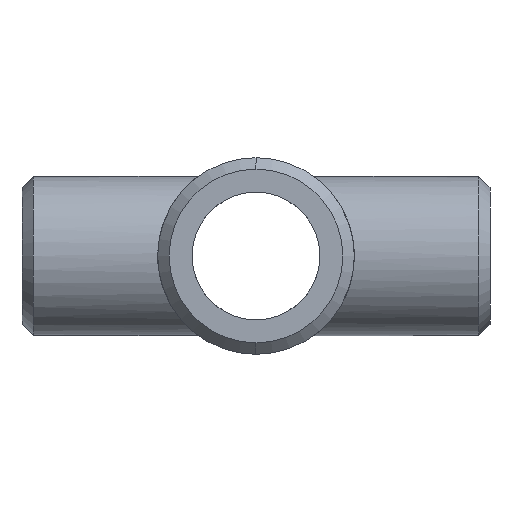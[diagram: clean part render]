
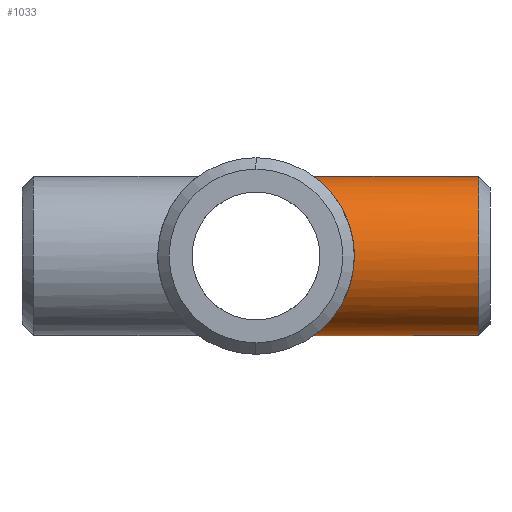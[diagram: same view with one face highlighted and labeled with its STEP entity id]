
A CAD part, left-side view. The second image highlights one B-rep face of the part: STEP entity #1033.
In plain terms, the highlighted cylindrical face has radius 8.636 mm (diameter 17.272 mm), a partial arc.
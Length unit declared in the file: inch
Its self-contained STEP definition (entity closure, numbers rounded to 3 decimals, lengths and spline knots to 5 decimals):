
#41 = CARTESIAN_POINT ( 'NONE',  ( -0.20645, -0.3213, 0.27095 ) ) ;
#47 = VERTEX_POINT ( 'NONE', #545 ) ;
#48 = EDGE_CURVE ( 'NONE', #918, #47, #135, .T. ) ;
#55 = CARTESIAN_POINT ( 'NONE',  ( -0.34061, -0.42049, 0.0011 ) ) ;
#61 = CARTESIAN_POINT ( 'NONE',  ( -0.15344, -0.28989, -0.30417 ) ) ;
#63 = LINE ( 'NONE', #407, #643 ) ;
#69 = CARTESIAN_POINT ( 'NONE',  ( -0.17203, -0.30033, -0.29404 ) ) ;
#74 = DIRECTION ( 'NONE',  ( 0., 1., 0. ) ) ;
#76 = CARTESIAN_POINT ( 'NONE',  ( -0.24614, -0.34836, -0.23479 ) ) ;
#85 = CARTESIAN_POINT ( 'NONE',  ( 0., -1., -0.34 ) ) ;
#87 = ORIENTED_EDGE ( 'NONE', *, *, #734, .F. ) ;
#124 = CARTESIAN_POINT ( 'NONE',  ( -0.14301, -0.28491, 0.30865 ) ) ;
#135 = B_SPLINE_CURVE_WITH_KNOTS ( 'NONE', 3,
 ( #870, #631, #225, #885, #195, #1046, #299, #124, #960, #722, #462, #41, #635, #377, #964, #713, #549, #1051, #641, #140, #475, #805, #55, #392, #246, #564, #733, #495, #145, #1074, #334, #810, #559, #76, #896, #239, #69, #61, #413, #727, #745, #583, #658, #575, #667, #995, #156 ),
 .UNSPECIFIED., .F., .F.,
 ( 4, 2, 2, 2, 2, 2, 2, 2, 2, 2, 2, 1, 2, 2, 2, 2, 2, 2, 2, 2, 2, 2, 2, 4 ),
 ( 0.02871, 0.0296, 0.0305, 0.03229, 0.03319, 0.03408, 0.03588, 0.03767, 0.03946, 0.04126, 0.04215, 0.04305, 0.04394, 0.04484, 0.04663, 0.04843, 0.04932, 0.05022, 0.05201, 0.0538, 0.0547, 0.0556, 0.05649, 0.05739 ),
 .UNSPECIFIED. ) ;
#140 = CARTESIAN_POINT ( 'NONE',  ( -0.33489, -0.41587, 0.05988 ) ) ;
#145 = CARTESIAN_POINT ( 'NONE',  ( -0.30313, -0.39071, -0.15566 ) ) ;
#146 = CIRCLE ( 'NONE', #758, 0.34 ) ;
#149 = EDGE_CURVE ( 'NONE', #723, #320, #146, .T. ) ;
#156 = CARTESIAN_POINT ( 'NONE',  ( 0., -0.24658, -0.34 ) ) ;
#186 = CARTESIAN_POINT ( 'NONE',  ( 0., -1., 0. ) ) ;
#195 = CARTESIAN_POINT ( 'NONE',  ( -0.0584, -0.25317, 0.33514 ) ) ;
#225 = CARTESIAN_POINT ( 'NONE',  ( -0.02352, -0.24743, 0.33939 ) ) ;
#239 = CARTESIAN_POINT ( 'NONE',  ( -0.20728, -0.32183, -0.27034 ) ) ;
#246 = CARTESIAN_POINT ( 'NONE',  ( -0.3371, -0.41765, -0.04587 ) ) ;
#299 = CARTESIAN_POINT ( 'NONE',  ( -0.11298, -0.27065, 0.32142 ) ) ;
#320 = VERTEX_POINT ( 'NONE', #445 ) ;
#334 = CARTESIAN_POINT ( 'NONE',  ( -0.27382, -0.36845, -0.20185 ) ) ;
#341 = CARTESIAN_POINT ( 'NONE',  ( 0., -0.951, -0.34 ) ) ;
#377 = CARTESIAN_POINT ( 'NONE',  ( -0.25309, -0.35318, 0.22803 ) ) ;
#392 = CARTESIAN_POINT ( 'NONE',  ( -0.33947, -0.41957, -0.02239 ) ) ;
#402 = DIRECTION ( 'NONE',  ( 0., 1., 0. ) ) ;
#407 = CARTESIAN_POINT ( 'NONE',  ( 0., -1., 0.34 ) ) ;
#408 = DIRECTION ( 'NONE',  ( 0., 0., -1. ) ) ;
#413 = CARTESIAN_POINT ( 'NONE',  ( -0.12367, -0.27571, -0.3169 ) ) ;
#445 = CARTESIAN_POINT ( 'NONE',  ( 0., -0.951, 0.34 ) ) ;
#462 = CARTESIAN_POINT ( 'NONE',  ( -0.18035, -0.30542, 0.28841 ) ) ;
#475 = CARTESIAN_POINT ( 'NONE',  ( -0.33678, -0.4174, 0.04815 ) ) ;
#491 = EDGE_CURVE ( 'NONE', #320, #918, #63, .T. ) ;
#495 = CARTESIAN_POINT ( 'NONE',  ( -0.32118, -0.40488, -0.11384 ) ) ;
#545 = CARTESIAN_POINT ( 'NONE',  ( 0., -0.24658, -0.34 ) ) ;
#549 = CARTESIAN_POINT ( 'NONE',  ( -0.3022, -0.38999, 0.15745 ) ) ;
#556 = VECTOR ( 'NONE', #1011, 39.37008 ) ;
#559 = CARTESIAN_POINT ( 'NONE',  ( -0.25337, -0.35352, -0.22698 ) ) ;
#564 = CARTESIAN_POINT ( 'NONE',  ( -0.33528, -0.41619, -0.05765 ) ) ;
#575 = CARTESIAN_POINT ( 'NONE',  ( -0.04736, -0.25082, -0.33689 ) ) ;
#583 = CARTESIAN_POINT ( 'NONE',  ( -0.08113, -0.25936, -0.33038 ) ) ;
#596 = CYLINDRICAL_SURFACE ( 'NONE', #984, 0.34 ) ;
#631 = CARTESIAN_POINT ( 'NONE',  ( -0.01181, -0.24658, 0.34 ) ) ;
#635 = CARTESIAN_POINT ( 'NONE',  ( -0.2227, -0.33207, 0.2578 ) ) ;
#641 = CARTESIAN_POINT ( 'NONE',  ( -0.32757, -0.40999, 0.09402 ) ) ;
#643 = VECTOR ( 'NONE', #402, 39.37008 ) ;
#654 = ORIENTED_EDGE ( 'NONE', *, *, #149, .T. ) ;
#658 = CARTESIAN_POINT ( 'NONE',  ( -0.05877, -0.25326, -0.33508 ) ) ;
#667 = CARTESIAN_POINT ( 'NONE',  ( -0.02398, -0.24747, -0.33936 ) ) ;
#713 = CARTESIAN_POINT ( 'NONE',  ( -0.29139, -0.38163, 0.17651 ) ) ;
#722 = CARTESIAN_POINT ( 'NONE',  ( -0.17136, -0.30017, 0.29385 ) ) ;
#723 = VERTEX_POINT ( 'NONE', #341 ) ;
#727 = CARTESIAN_POINT ( 'NONE',  ( -0.11342, -0.27123, -0.32072 ) ) ;
#733 = CARTESIAN_POINT ( 'NONE',  ( -0.32816, -0.41046, -0.09197 ) ) ;
#734 = EDGE_CURVE ( 'NONE', #723, #47, #831, .T. ) ;
#740 = FACE_OUTER_BOUND ( 'NONE', #866, .T. ) ;
#741 = DIRECTION ( 'NONE',  ( 0., 1., 0. ) ) ;
#745 = CARTESIAN_POINT ( 'NONE',  ( -0.09214, -0.26305, -0.32747 ) ) ;
#758 = AXIS2_PLACEMENT_3D ( 'NONE', #819, #741, #1069 ) ;
#805 = CARTESIAN_POINT ( 'NONE',  ( -0.33931, -0.41944, 0.02462 ) ) ;
#810 = CARTESIAN_POINT ( 'NONE',  ( -0.26721, -0.36357, -0.21051 ) ) ;
#819 = CARTESIAN_POINT ( 'NONE',  ( 0., -0.951, 0. ) ) ;
#831 = LINE ( 'NONE', #85, #556 ) ;
#866 = EDGE_LOOP ( 'NONE', ( #654, #1043, #1007, #87 ) ) ;
#870 = CARTESIAN_POINT ( 'NONE',  ( 0., -0.24658, 0.34 ) ) ;
#885 = CARTESIAN_POINT ( 'NONE',  ( -0.04677, -0.25071, 0.33697 ) ) ;
#896 = CARTESIAN_POINT ( 'NONE',  ( -0.22355, -0.33265, -0.25704 ) ) ;
#918 = VERTEX_POINT ( 'NONE', #963 ) ;
#960 = CARTESIAN_POINT ( 'NONE',  ( -0.15271, -0.28993, 0.30396 ) ) ;
#963 = CARTESIAN_POINT ( 'NONE',  ( 0., -0.24658, 0.34 ) ) ;
#964 = CARTESIAN_POINT ( 'NONE',  ( -0.26685, -0.36324, 0.21178 ) ) ;
#984 = AXIS2_PLACEMENT_3D ( 'NONE', #186, #74, #408 ) ;
#995 = CARTESIAN_POINT ( 'NONE',  ( -0.01196, -0.24658, -0.34 ) ) ;
#1007 = ORIENTED_EDGE ( 'NONE', *, *, #48, .T. ) ;
#1011 = DIRECTION ( 'NONE',  ( 0., 1., 0. ) ) ;
#1033 = ADVANCED_FACE ( 'NONE', ( #740 ), #596, .T. ) ;
#1043 = ORIENTED_EDGE ( 'NONE', *, *, #491, .T. ) ;
#1046 = CARTESIAN_POINT ( 'NONE',  ( -0.092, -0.2623, 0.32812 ) ) ;
#1051 = CARTESIAN_POINT ( 'NONE',  ( -0.32047, -0.40431, 0.11583 ) ) ;
#1069 = DIRECTION ( 'NONE',  ( 0., 0., -1. ) ) ;
#1074 = CARTESIAN_POINT ( 'NONE',  ( -0.29235, -0.38236, -0.17495 ) ) ;
